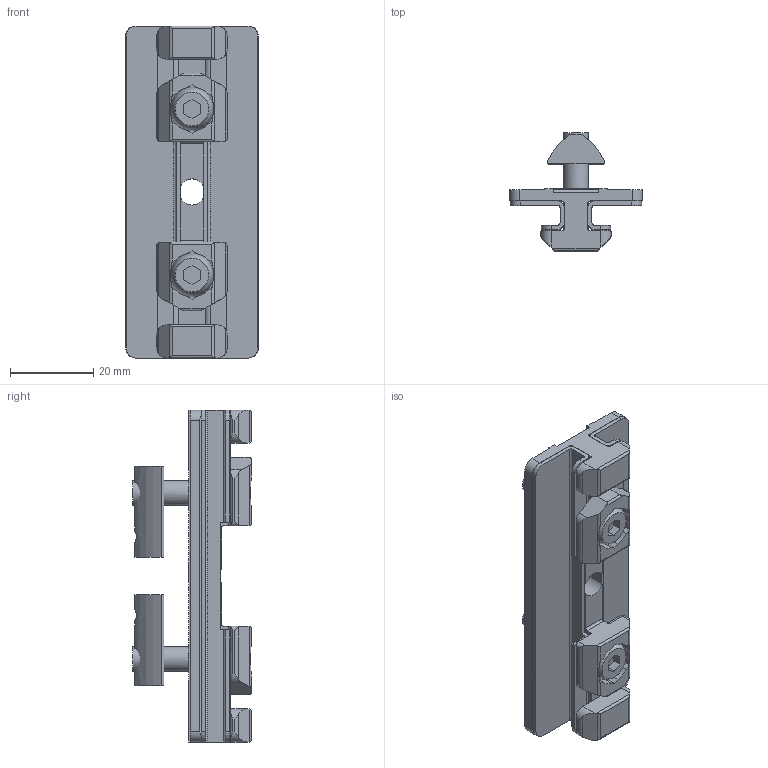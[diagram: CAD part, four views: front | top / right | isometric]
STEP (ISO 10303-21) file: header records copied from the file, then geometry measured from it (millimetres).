
FILE_DESCRIPTION(('STEP AP203'),'1');
FILE_NAME('MOOV08E3649.stp','2023-10-09T06:50:28',(' '),(' '),'Spatial InterOp 3D',' ',' ');
FILE_SCHEMA(('CONFIG_CONTROL_DESIGN'));
Length unit declared in the file: millimetre
Products named in the file (6): Kit de fixation; Vis BHC - M6x25; Écrou 8 St M6; coulisseau; support; semelle
Assembly tree (7 placements, depth 3):
  coulisseau
    Kit de fixation  x2
      Vis BHC - M6x25
      Écrou 8 St M6
    support
    semelle  x2
Bounding box: 32 x 28.5 x 80 mm (x, y, z)
Volume: 18964 mm3; surface area: 19886.7 mm2
Topology: 7 solids, 7 shells, 392 faces, 1115 edges, 740 vertices
Faces by surface type: plane 229, cylinder 159, sphere 2, cone 2
Full cylindrical faces by diameter (mm): 4 x2, 5 x2, 6 x4, 6.3 x3
Entity records: 12844 total; most frequent: CARTESIAN_POINT 2997, ORIENTED_EDGE 1880, DIRECTION 1748, EDGE_CURVE 940, LINE 636, VECTOR 636, VERTEX_POINT 629, AXIS2_PLACEMENT_3D 556
